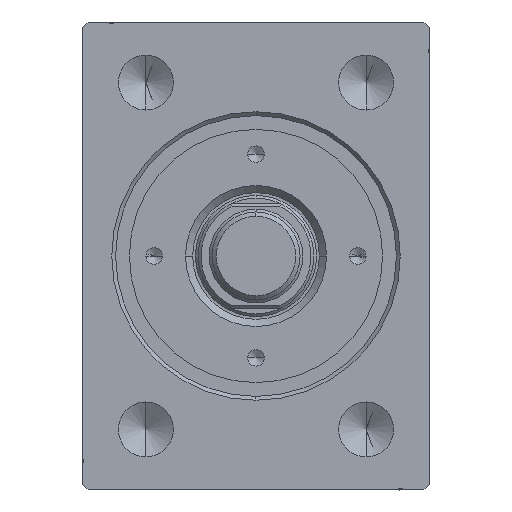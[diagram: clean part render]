
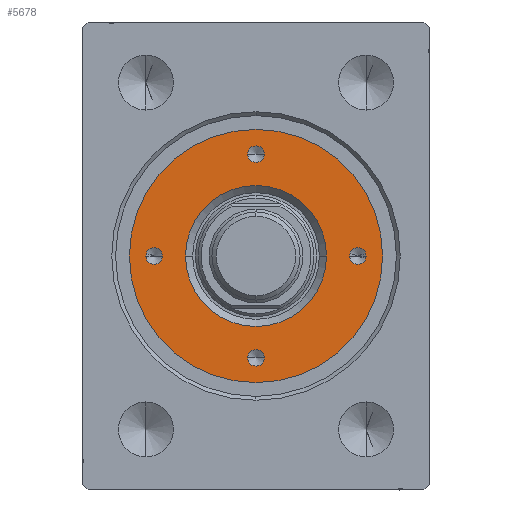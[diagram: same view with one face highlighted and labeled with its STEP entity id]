
A CAD part, left-side view. The second image highlights one B-rep face of the part: STEP entity #5678.
In plain terms, the highlighted face is planar.
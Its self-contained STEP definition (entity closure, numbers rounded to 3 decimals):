
#743 = ORIENTED_EDGE ( 'NONE', *, *, #36996, .F. ) ;
#1079 = FACE_BOUND ( 'NONE', #43558, .T. ) ;
#1175 = CARTESIAN_POINT ( 'NONE',  ( 20., 0., 72.8 ) ) ;
#1550 = CIRCLE ( 'NONE', #29578, 23. ) ;
#1818 = DIRECTION ( 'NONE',  ( 1., 0., 0. ) ) ;
#2513 = CARTESIAN_POINT ( 'NONE',  ( 0., 18.5, 72.8 ) ) ;
#3058 = AXIS2_PLACEMENT_3D ( 'NONE', #2513, #16239, #40335 ) ;
#3549 = VERTEX_POINT ( 'NONE', #40094 ) ;
#4170 = CARTESIAN_POINT ( 'NONE',  ( 0., 0., 72.8 ) ) ;
#4349 = EDGE_CURVE ( 'NONE', #26749, #32161, #10250, .T. ) ;
#4676 = CARTESIAN_POINT ( 'NONE',  ( 0., 0., 72.8 ) ) ;
#4696 = ORIENTED_EDGE ( 'NONE', *, *, #37335, .T. ) ;
#5190 = DIRECTION ( 'NONE',  ( 0., 0., 1. ) ) ;
#5678 = ADVANCED_FACE ( 'NONE', ( #1079, #25616, #15027, #7828, #21327, #39338 ), #22220, .T. ) ;
#6283 = CARTESIAN_POINT ( 'NONE',  ( -18.5, 0., 72.8 ) ) ;
#6830 = DIRECTION ( 'NONE',  ( 1., 0., 0. ) ) ;
#7495 = VERTEX_POINT ( 'NONE', #16381 ) ;
#7496 = DIRECTION ( 'NONE',  ( 0., 0., -1. ) ) ;
#7537 = EDGE_CURVE ( 'NONE', #21449, #12957, #9652, .T. ) ;
#7828 = FACE_BOUND ( 'NONE', #31513, .T. ) ;
#7995 = DIRECTION ( 'NONE',  ( 1., 0., 0. ) ) ;
#8218 = VERTEX_POINT ( 'NONE', #30598 ) ;
#8360 = CARTESIAN_POINT ( 'NONE',  ( 18.5, 0., 72.8 ) ) ;
#9652 = CIRCLE ( 'NONE', #31211, 1.5 ) ;
#10102 = CIRCLE ( 'NONE', #43889, 1.5 ) ;
#10250 = CIRCLE ( 'NONE', #3058, 1.5 ) ;
#10386 = ORIENTED_EDGE ( 'NONE', *, *, #44294, .T. ) ;
#10600 = ORIENTED_EDGE ( 'NONE', *, *, #28731, .T. ) ;
#10705 = AXIS2_PLACEMENT_3D ( 'NONE', #8360, #32221, #15338 ) ;
#10985 = AXIS2_PLACEMENT_3D ( 'NONE', #4676, #22003, #21783 ) ;
#11905 = CARTESIAN_POINT ( 'NONE',  ( 12.8, 0., 72.8 ) ) ;
#12020 = DIRECTION ( 'NONE',  ( 1., 0., 0. ) ) ;
#12164 = AXIS2_PLACEMENT_3D ( 'NONE', #16715, #40590, #37423 ) ;
#12957 = VERTEX_POINT ( 'NONE', #1175 ) ;
#13371 = CARTESIAN_POINT ( 'NONE',  ( -17., 0., 72.8 ) ) ;
#13599 = CIRCLE ( 'NONE', #20789, 1.5 ) ;
#14202 = VERTEX_POINT ( 'NONE', #11905 ) ;
#14419 = ORIENTED_EDGE ( 'NONE', *, *, #25295, .F. ) ;
#15027 = FACE_BOUND ( 'NONE', #35534, .T. ) ;
#15338 = DIRECTION ( 'NONE',  ( 1., 0., 0. ) ) ;
#15343 = CARTESIAN_POINT ( 'NONE',  ( 1.5, 18.5, 72.8 ) ) ;
#15729 = CIRCLE ( 'NONE', #21463, 12.8 ) ;
#15791 = ORIENTED_EDGE ( 'NONE', *, *, #7537, .F. ) ;
#16077 = DIRECTION ( 'NONE',  ( 0., 0., 1. ) ) ;
#16166 = DIRECTION ( 'NONE',  ( 0., 0., -1. ) ) ;
#16239 = DIRECTION ( 'NONE',  ( 0., 0., 1. ) ) ;
#16381 = CARTESIAN_POINT ( 'NONE',  ( 23., 0., 72.8 ) ) ;
#16715 = CARTESIAN_POINT ( 'NONE',  ( 0., 18.5, 72.8 ) ) ;
#17039 = DIRECTION ( 'NONE',  ( 0., 0., 1. ) ) ;
#17070 = EDGE_CURVE ( 'NONE', #12957, #21449, #44488, .T. ) ;
#17411 = CARTESIAN_POINT ( 'NONE',  ( 0., 0., 72.8 ) ) ;
#17673 = ORIENTED_EDGE ( 'NONE', *, *, #39547, .T. ) ;
#18639 = EDGE_CURVE ( 'NONE', #30107, #19518, #13599, .T. ) ;
#19418 = CIRCLE ( 'NONE', #26598, 1.5 ) ;
#19518 = VERTEX_POINT ( 'NONE', #33810 ) ;
#20006 = DIRECTION ( 'NONE',  ( 0., 0., 1. ) ) ;
#20789 = AXIS2_PLACEMENT_3D ( 'NONE', #42871, #16077, #12020 ) ;
#21327 = FACE_BOUND ( 'NONE', #21501, .T. ) ;
#21449 = VERTEX_POINT ( 'NONE', #26996 ) ;
#21463 = AXIS2_PLACEMENT_3D ( 'NONE', #17411, #7496, #6830 ) ;
#21501 = EDGE_LOOP ( 'NONE', ( #10386, #17673 ) ) ;
#21783 = DIRECTION ( 'NONE',  ( 1., 0., 0. ) ) ;
#22003 = DIRECTION ( 'NONE',  ( 0., 0., 1. ) ) ;
#22028 = EDGE_LOOP ( 'NONE', ( #743, #34004 ) ) ;
#22220 = PLANE ( 'NONE',  #10985 ) ;
#22246 = AXIS2_PLACEMENT_3D ( 'NONE', #36038, #5190, #1818 ) ;
#23160 = EDGE_CURVE ( 'NONE', #3549, #34522, #43787, .T. ) ;
#23292 = CARTESIAN_POINT ( 'NONE',  ( 0., -18.5, 72.8 ) ) ;
#23807 = CARTESIAN_POINT ( 'NONE',  ( 0., 0., 72.8 ) ) ;
#25295 = EDGE_CURVE ( 'NONE', #34522, #3549, #19418, .T. ) ;
#25616 = FACE_BOUND ( 'NONE', #22028, .T. ) ;
#25893 = EDGE_CURVE ( 'NONE', #19518, #30107, #10102, .T. ) ;
#26598 = AXIS2_PLACEMENT_3D ( 'NONE', #6283, #20006, #33750 ) ;
#26749 = VERTEX_POINT ( 'NONE', #37493 ) ;
#26996 = CARTESIAN_POINT ( 'NONE',  ( 17., 0., 72.8 ) ) ;
#27068 = CARTESIAN_POINT ( 'NONE',  ( -18.5, 0., 72.8 ) ) ;
#27385 = ORIENTED_EDGE ( 'NONE', *, *, #17070, .F. ) ;
#28731 = EDGE_CURVE ( 'NONE', #8218, #7495, #1550, .T. ) ;
#29578 = AXIS2_PLACEMENT_3D ( 'NONE', #4170, #38837, #7995 ) ;
#30107 = VERTEX_POINT ( 'NONE', #34604 ) ;
#30237 = AXIS2_PLACEMENT_3D ( 'NONE', #23807, #16166, #30349 ) ;
#30349 = DIRECTION ( 'NONE',  ( 1., 0., 0. ) ) ;
#30598 = CARTESIAN_POINT ( 'NONE',  ( -23., 0., 72.8 ) ) ;
#31211 = AXIS2_PLACEMENT_3D ( 'NONE', #37972, #17039, #37758 ) ;
#31513 = EDGE_LOOP ( 'NONE', ( #44226, #35808 ) ) ;
#32161 = VERTEX_POINT ( 'NONE', #15343 ) ;
#32221 = DIRECTION ( 'NONE',  ( 0., 0., 1. ) ) ;
#32748 = DIRECTION ( 'NONE',  ( 1., 0., 0. ) ) ;
#33202 = DIRECTION ( 'NONE',  ( 0., 0., 1. ) ) ;
#33750 = DIRECTION ( 'NONE',  ( 1., 0., 0. ) ) ;
#33810 = CARTESIAN_POINT ( 'NONE',  ( -1.5, -18.5, 72.8 ) ) ;
#34004 = ORIENTED_EDGE ( 'NONE', *, *, #4349, .F. ) ;
#34037 = DIRECTION ( 'NONE',  ( 1., 0., 0. ) ) ;
#34522 = VERTEX_POINT ( 'NONE', #13371 ) ;
#34604 = CARTESIAN_POINT ( 'NONE',  ( 1.5, -18.5, 72.8 ) ) ;
#35534 = EDGE_LOOP ( 'NONE', ( #27385, #15791 ) ) ;
#35808 = ORIENTED_EDGE ( 'NONE', *, *, #25893, .F. ) ;
#36038 = CARTESIAN_POINT ( 'NONE',  ( 0., 0., 72.8 ) ) ;
#36419 = ORIENTED_EDGE ( 'NONE', *, *, #23160, .F. ) ;
#36697 = CIRCLE ( 'NONE', #30237, 12.8 ) ;
#36996 = EDGE_CURVE ( 'NONE', #32161, #26749, #43830, .T. ) ;
#37335 = EDGE_CURVE ( 'NONE', #7495, #8218, #42378, .T. ) ;
#37423 = DIRECTION ( 'NONE',  ( 1., 0., 0. ) ) ;
#37493 = CARTESIAN_POINT ( 'NONE',  ( -1.5, 18.5, 72.8 ) ) ;
#37758 = DIRECTION ( 'NONE',  ( 1., 0., 0. ) ) ;
#37972 = CARTESIAN_POINT ( 'NONE',  ( 18.5, 0., 72.8 ) ) ;
#38837 = DIRECTION ( 'NONE',  ( 0., 0., 1. ) ) ;
#39338 = FACE_OUTER_BOUND ( 'NONE', #40833, .T. ) ;
#39467 = AXIS2_PLACEMENT_3D ( 'NONE', #27068, #40798, #34037 ) ;
#39547 = EDGE_CURVE ( 'NONE', #39764, #14202, #36697, .T. ) ;
#39764 = VERTEX_POINT ( 'NONE', #40193 ) ;
#40094 = CARTESIAN_POINT ( 'NONE',  ( -20., 0., 72.8 ) ) ;
#40193 = CARTESIAN_POINT ( 'NONE',  ( -12.8, 0., 72.8 ) ) ;
#40335 = DIRECTION ( 'NONE',  ( 1., 0., 0. ) ) ;
#40590 = DIRECTION ( 'NONE',  ( 0., 0., 1. ) ) ;
#40798 = DIRECTION ( 'NONE',  ( 0., 0., 1. ) ) ;
#40833 = EDGE_LOOP ( 'NONE', ( #10600, #4696 ) ) ;
#42378 = CIRCLE ( 'NONE', #22246, 23. ) ;
#42871 = CARTESIAN_POINT ( 'NONE',  ( 0., -18.5, 72.8 ) ) ;
#43558 = EDGE_LOOP ( 'NONE', ( #14419, #36419 ) ) ;
#43787 = CIRCLE ( 'NONE', #39467, 1.5 ) ;
#43830 = CIRCLE ( 'NONE', #12164, 1.5 ) ;
#43889 = AXIS2_PLACEMENT_3D ( 'NONE', #23292, #33202, #32748 ) ;
#44226 = ORIENTED_EDGE ( 'NONE', *, *, #18639, .F. ) ;
#44294 = EDGE_CURVE ( 'NONE', #14202, #39764, #15729, .T. ) ;
#44488 = CIRCLE ( 'NONE', #10705, 1.5 ) ;
